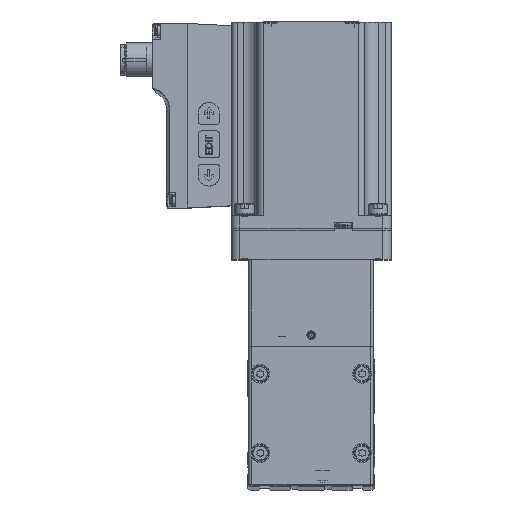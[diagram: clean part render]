
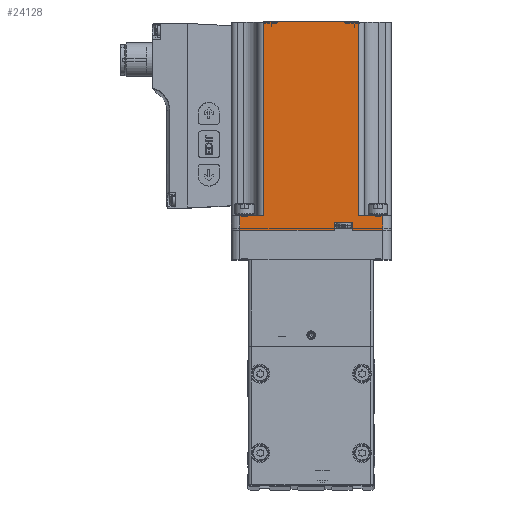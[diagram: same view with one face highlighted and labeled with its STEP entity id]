
A CAD part, top view. The second image highlights one B-rep face of the part: STEP entity #24128.
In plain terms, the highlighted face is planar.
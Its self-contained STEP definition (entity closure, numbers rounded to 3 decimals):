
#2281=LINE('',#45286,#4249);
#2311=LINE('',#45378,#4279);
#2312=LINE('',#45382,#4280);
#2313=LINE('',#45385,#4281);
#2314=LINE('',#45387,#4282);
#2315=LINE('',#45389,#4283);
#2316=LINE('',#45390,#4284);
#2317=LINE('',#45392,#4285);
#2318=LINE('',#45393,#4286);
#2319=LINE('',#45395,#4287);
#2320=LINE('',#45397,#4288);
#2321=LINE('',#45399,#4289);
#4249=VECTOR('',#37417,1000.);
#4279=VECTOR('',#37493,1000.);
#4280=VECTOR('',#37498,1000.);
#4281=VECTOR('',#37499,1000.);
#4282=VECTOR('',#37500,1000.);
#4283=VECTOR('',#37501,1000.);
#4284=VECTOR('',#37502,1000.);
#4285=VECTOR('',#37503,1000.);
#4286=VECTOR('',#37504,1000.);
#4287=VECTOR('',#37505,1000.);
#4288=VECTOR('',#37506,1000.);
#4289=VECTOR('',#37507,1000.);
#9539=ORIENTED_EDGE('',*,*,#14158,.F.);
#9540=ORIENTED_EDGE('',*,*,#14159,.F.);
#9541=ORIENTED_EDGE('',*,*,#14160,.T.);
#9542=ORIENTED_EDGE('',*,*,#14161,.F.);
#9543=ORIENTED_EDGE('',*,*,#14156,.F.);
#9544=ORIENTED_EDGE('',*,*,#14162,.F.);
#9545=ORIENTED_EDGE('',*,*,#14163,.F.);
#9546=ORIENTED_EDGE('',*,*,#14111,.T.);
#9547=ORIENTED_EDGE('',*,*,#14164,.T.);
#9548=ORIENTED_EDGE('',*,*,#14165,.F.);
#9549=ORIENTED_EDGE('',*,*,#14166,.T.);
#9550=ORIENTED_EDGE('',*,*,#14167,.F.);
#14111=EDGE_CURVE('',#16823,#16822,#2281,.T.);
#14156=EDGE_CURVE('',#16861,#16862,#2311,.T.);
#14158=EDGE_CURVE('',#16863,#16864,#2312,.T.);
#14159=EDGE_CURVE('',#16865,#16863,#2313,.T.);
#14160=EDGE_CURVE('',#16865,#16866,#2314,.T.);
#14161=EDGE_CURVE('',#16862,#16866,#2315,.T.);
#14162=EDGE_CURVE('',#16867,#16861,#2316,.T.);
#14163=EDGE_CURVE('',#16823,#16867,#2317,.T.);
#14164=EDGE_CURVE('',#16822,#16868,#2318,.T.);
#14165=EDGE_CURVE('',#16869,#16868,#2319,.T.);
#14166=EDGE_CURVE('',#16869,#16870,#2320,.T.);
#14167=EDGE_CURVE('',#16864,#16870,#2321,.T.);
#16822=VERTEX_POINT('',#45285);
#16823=VERTEX_POINT('',#45287);
#16861=VERTEX_POINT('',#45377);
#16862=VERTEX_POINT('',#45379);
#16863=VERTEX_POINT('',#45383);
#16864=VERTEX_POINT('',#45384);
#16865=VERTEX_POINT('',#45386);
#16866=VERTEX_POINT('',#45388);
#16867=VERTEX_POINT('',#45391);
#16868=VERTEX_POINT('',#45394);
#16869=VERTEX_POINT('',#45396);
#16870=VERTEX_POINT('',#45398);
#20099=EDGE_LOOP('',(#9539,#9540,#9541,#9542,#9543,#9544,#9545,#9546,#9547,
#9548,#9549,#9550));
#21910=FACE_BOUND('',#20099,.T.);
#22941=PLANE('',#31482);
#24128=ADVANCED_FACE('',(#21910),#22941,.T.);
#31482=AXIS2_PLACEMENT_3D('',#45381,#37496,#37497);
#37417=DIRECTION('',(0.,1.,0.));
#37493=DIRECTION('',(0.,0.,1.));
#37496=DIRECTION('',(1.,0.,0.));
#37497=DIRECTION('',(0.,0.,-1.));
#37498=DIRECTION('',(0.,0.,1.));
#37499=DIRECTION('',(0.,1.,0.));
#37500=DIRECTION('',(0.,0.,1.));
#37501=DIRECTION('',(0.,1.,0.));
#37502=DIRECTION('',(0.,-1.,0.));
#37503=DIRECTION('',(0.,0.,1.));
#37504=DIRECTION('',(0.,0.,1.));
#37505=DIRECTION('',(0.,-1.,0.));
#37506=DIRECTION('',(0.,0.,1.));
#37507=DIRECTION('',(0.,1.,0.));
#45285=CARTESIAN_POINT('',(28.3,16.8,-73.5));
#45286=CARTESIAN_POINT('',(28.3,-25.3,-73.5));
#45287=CARTESIAN_POINT('',(28.3,-16.8,-73.5));
#45377=CARTESIAN_POINT('',(28.3,-25.3,-5.));
#45378=CARTESIAN_POINT('',(28.3,-25.3,-73.5));
#45379=CARTESIAN_POINT('',(28.3,-25.3,0.));
#45381=CARTESIAN_POINT('',(28.3,-25.3,-73.5));
#45382=CARTESIAN_POINT('',(28.3,-8.15,-2.5));
#45383=CARTESIAN_POINT('',(28.3,-8.15,-2.5));
#45384=CARTESIAN_POINT('',(28.3,-8.15,0.));
#45385=CARTESIAN_POINT('',(28.3,-14.65,-2.5));
#45386=CARTESIAN_POINT('',(28.3,-14.65,-2.5));
#45387=CARTESIAN_POINT('',(28.3,-14.65,-2.5));
#45388=CARTESIAN_POINT('',(28.3,-14.65,0.));
#45389=CARTESIAN_POINT('',(28.3,-25.3,0.));
#45390=CARTESIAN_POINT('',(28.3,-25.3,-5.));
#45391=CARTESIAN_POINT('',(28.3,-16.8,-5.));
#45392=CARTESIAN_POINT('',(28.3,-16.8,-73.5));
#45393=CARTESIAN_POINT('',(28.3,16.8,-73.5));
#45394=CARTESIAN_POINT('',(28.3,16.8,-5.));
#45395=CARTESIAN_POINT('',(28.3,-25.3,-5.));
#45396=CARTESIAN_POINT('',(28.3,25.3,-5.));
#45397=CARTESIAN_POINT('',(28.3,25.3,-73.5));
#45398=CARTESIAN_POINT('',(28.3,25.3,0.));
#45399=CARTESIAN_POINT('',(28.3,-25.3,0.));
